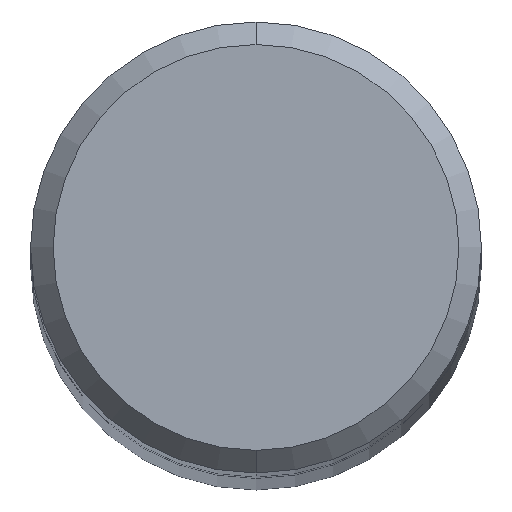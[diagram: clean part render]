
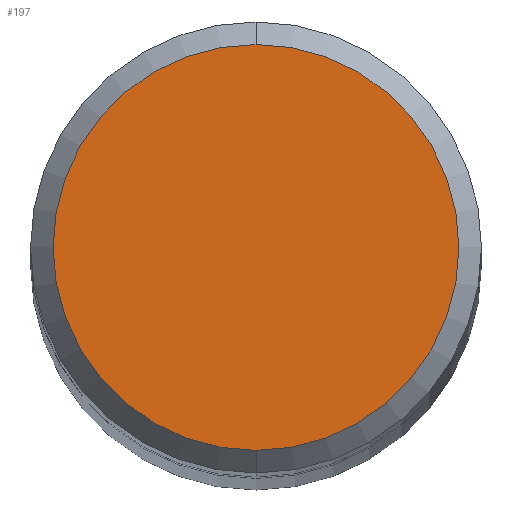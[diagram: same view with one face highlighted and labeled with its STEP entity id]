
A CAD part, top view. The second image highlights one B-rep face of the part: STEP entity #197.
In plain terms, the highlighted planar face has unit normal (0, 0, 1).
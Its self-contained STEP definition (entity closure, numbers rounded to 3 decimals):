
#101=VERTEX_POINT('',#237);
#157=EDGE_CURVE('',#165,#101,#299,.T.);
#165=VERTEX_POINT('',#309);
#197=ADVANCED_FACE('',(#346),#347,.T.);
#201=EDGE_CURVE('',#101,#165,#351,.T.);
#237=CARTESIAN_POINT('',(0.0,3.6,0.0));
#299=CIRCLE('',#466,3.6);
#309=CARTESIAN_POINT('',(0.,-3.6,0.0));
#346=FACE_OUTER_BOUND('',#518,.T.);
#347=PLANE('',#519);
#351=CIRCLE('',#526,3.6);
#466=AXIS2_PLACEMENT_3D('',#620,#621,#622);
#518=EDGE_LOOP('',(#690,#691));
#519=AXIS2_PLACEMENT_3D('',#692,#693,#694);
#526=AXIS2_PLACEMENT_3D('',#696,#697,#698);
#620=CARTESIAN_POINT('',(0.0,0.0,0.0));
#621=DIRECTION('',(0.0,0.0,-1.0));
#622=DIRECTION('',(0.0,1.0,0.0));
#690=ORIENTED_EDGE('',*,*,#201,.F.);
#691=ORIENTED_EDGE('',*,*,#157,.F.);
#692=CARTESIAN_POINT('',(0.0,1.8,0.0));
#693=DIRECTION('',(-0.0,0.0,1.0));
#694=DIRECTION('',(0.0,-1.0,0.0));
#696=CARTESIAN_POINT('',(0.0,0.0,0.0));
#697=DIRECTION('',(0.0,0.0,-1.0));
#698=DIRECTION('',(0.0,1.0,0.0));
